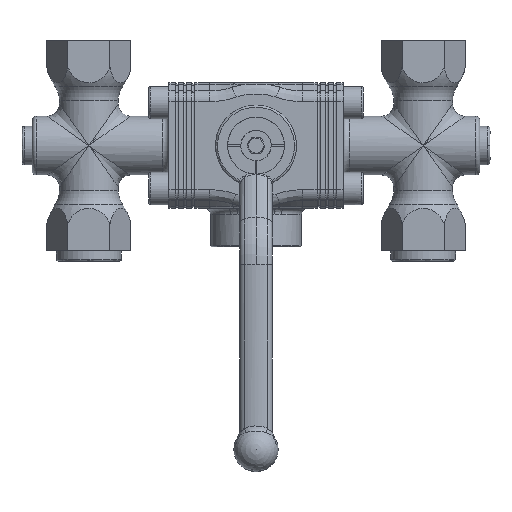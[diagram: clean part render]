
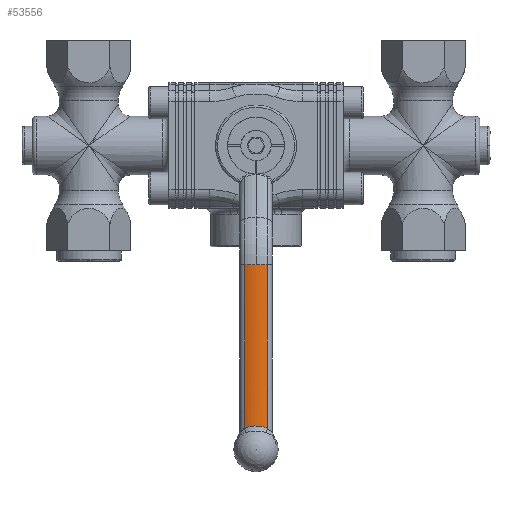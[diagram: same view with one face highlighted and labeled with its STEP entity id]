
A CAD part, front view. The second image highlights one B-rep face of the part: STEP entity #53556.
In plain terms, the highlighted cylindrical face has radius 15 mm (diameter 30 mm), a partial arc.
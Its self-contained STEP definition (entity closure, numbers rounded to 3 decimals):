
#53446=CARTESIAN_POINT('',(0.,-66.623,-57.925));
#53447=DIRECTION('',(0.,0.,-1.));
#53448=DIRECTION('',(0.,1.,0.));
#53449=AXIS2_PLACEMENT_3D('',#53446,#53447,#53448);
#53450=CYLINDRICAL_SURFACE('',#53449,15.);
#53451=CARTESIAN_POINT('',(-5.622,-80.529,-57.925));
#53452=VERTEX_POINT('',#53451);
#53453=CARTESIAN_POINT('',(-5.622,-80.529,-138.769));
#53454=VERTEX_POINT('',#53453);
#53455=CARTESIAN_POINT('',(-5.622,-80.529,-57.925));
#53456=DIRECTION('',(0.,0.,-1.));
#53457=VECTOR('',#53456,80.844);
#53458=LINE('',#53455,#53457);
#53459=EDGE_CURVE('NONE',#53452,#53454,#53458,.T.);
#53460=ORIENTED_EDGE('',*,*,#53459,.T.);
#53461=CARTESIAN_POINT('',(5.622,-80.529,-138.769));
#53462=VERTEX_POINT('',#53461);
#53463=CARTESIAN_POINT('',(-5.622,-80.529,-138.769));
#53464=CARTESIAN_POINT('',(-4.774,-80.872,-138.366));
#53465=CARTESIAN_POINT('',(-3.877,-81.145,-138.067));
#53466=CARTESIAN_POINT('',(-2.928,-81.334,-137.863));
#53467=CARTESIAN_POINT('',(-2.454,-81.429,-137.76));
#53468=CARTESIAN_POINT('',(-1.963,-81.502,-137.682));
#53469=CARTESIAN_POINT('',(-1.472,-81.55,-137.631));
#53470=CARTESIAN_POINT('',(-0.981,-81.599,-137.58));
#53471=CARTESIAN_POINT('',(-0.49,-81.623,-137.555));
#53472=CARTESIAN_POINT('',(0.002,-81.623,-137.555));
#53473=CARTESIAN_POINT('',(0.494,-81.623,-137.555));
#53474=CARTESIAN_POINT('',(0.986,-81.599,-137.58));
#53475=CARTESIAN_POINT('',(1.478,-81.55,-137.632));
#53476=CARTESIAN_POINT('',(1.724,-81.525,-137.658));
#53477=CARTESIAN_POINT('',(1.971,-81.495,-137.69));
#53478=CARTESIAN_POINT('',(2.214,-81.459,-137.729));
#53479=CARTESIAN_POINT('',(2.457,-81.422,-137.768));
#53480=CARTESIAN_POINT('',(2.696,-81.381,-137.812));
#53481=CARTESIAN_POINT('',(2.933,-81.333,-137.863));
#53482=CARTESIAN_POINT('',(3.878,-81.145,-138.067));
#53483=CARTESIAN_POINT('',(4.774,-80.872,-138.366));
#53484=CARTESIAN_POINT('',(5.622,-80.529,-138.769));
#53485=B_SPLINE_CURVE_WITH_KNOTS('',3,(#53463,#53464,#53465,#53466,#53467,#53468,#53469,#53470,#53471,#53472,#53473,#53474,#53475,#53476,#53477,#53478,#53479,#53480,#53481,#53482,#53483,#53484),.UNSPECIFIED.,.F.,.F.,(4,3,3,3,3,3,3,4),(0.,0.003,0.004,0.006,0.007,0.008,0.009,0.012),.UNSPECIFIED.);
#53486=EDGE_CURVE('NONE',#53454,#53462,#53485,.T.);
#53487=ORIENTED_EDGE('',*,*,#53486,.T.);
#53488=CARTESIAN_POINT('',(5.622,-80.529,-57.925));
#53489=VERTEX_POINT('',#53488);
#53490=CARTESIAN_POINT('',(5.622,-80.529,-138.769));
#53491=DIRECTION('',(-0.,-0.,1.));
#53492=VECTOR('',#53491,80.844);
#53493=LINE('',#53490,#53492);
#53494=EDGE_CURVE('NONE',#53462,#53489,#53493,.T.);
#53495=ORIENTED_EDGE('',*,*,#53494,.T.);
#53496=CARTESIAN_POINT('',(0.,-81.623,-57.925));
#53497=VERTEX_POINT('',#53496);
#53498=CARTESIAN_POINT('',(5.622,-80.529,-57.925));
#53499=CARTESIAN_POINT('',(5.177,-80.709,-57.925));
#53500=CARTESIAN_POINT('',(4.723,-80.868,-57.925));
#53501=CARTESIAN_POINT('',(4.263,-81.004,-57.925));
#53502=CARTESIAN_POINT('',(3.802,-81.141,-57.925));
#53503=CARTESIAN_POINT('',(3.335,-81.255,-57.925));
#53504=CARTESIAN_POINT('',(2.864,-81.347,-57.925));
#53505=CARTESIAN_POINT('',(2.392,-81.439,-57.925));
#53506=CARTESIAN_POINT('',(1.917,-81.508,-57.925));
#53507=CARTESIAN_POINT('',(1.439,-81.554,-57.925));
#53508=CARTESIAN_POINT('',(0.961,-81.6,-57.925));
#53509=CARTESIAN_POINT('',(0.48,-81.623,-57.925));
#53510=CARTESIAN_POINT('',(0.,-81.623,-57.925));
#53511=CARTESIAN_POINT('',(-0.48,-81.623,-57.925));
#53512=CARTESIAN_POINT('',(-0.961,-81.6,-57.925));
#53513=CARTESIAN_POINT('',(-1.439,-81.554,-57.925));
#53514=CARTESIAN_POINT('',(-1.917,-81.508,-57.925));
#53515=CARTESIAN_POINT('',(-2.392,-81.439,-57.925));
#53516=CARTESIAN_POINT('',(-2.864,-81.347,-57.925));
#53517=CARTESIAN_POINT('',(-3.335,-81.255,-57.925));
#53518=CARTESIAN_POINT('',(-3.802,-81.141,-57.925));
#53519=CARTESIAN_POINT('',(-4.263,-81.004,-57.925));
#53520=CARTESIAN_POINT('',(-4.723,-80.868,-57.925));
#53521=CARTESIAN_POINT('',(-5.177,-80.709,-57.925));
#53522=CARTESIAN_POINT('',(-5.622,-80.529,-57.925));
#53523=B_SPLINE_CURVE_WITH_KNOTS('',3,(#53498,#53499,#53500,#53501,#53502,#53503,#53504,#53505,#53506,#53507,#53508,#53509,#53510,#53511,#53512,#53513,#53514,#53515,#53516,#53517,#53518,#53519,#53520,#53521,#53522),.UNSPECIFIED.,.F.,.F.,(4,3,3,3,3,3,3,3,4),(67.986,73.49,78.993,84.497,90.,95.503,101.007,106.51,112.014),.UNSPECIFIED.);
#53524=EDGE_CURVE('NONE',#53489,#53497,#53523,.T.);
#53525=ORIENTED_EDGE('',*,*,#53524,.T.);
#53526=CARTESIAN_POINT('',(5.622,-80.529,-57.925));
#53527=CARTESIAN_POINT('',(5.177,-80.709,-57.925));
#53528=CARTESIAN_POINT('',(4.723,-80.868,-57.925));
#53529=CARTESIAN_POINT('',(4.263,-81.004,-57.925));
#53530=CARTESIAN_POINT('',(3.802,-81.141,-57.925));
#53531=CARTESIAN_POINT('',(3.335,-81.255,-57.925));
#53532=CARTESIAN_POINT('',(2.864,-81.347,-57.925));
#53533=CARTESIAN_POINT('',(2.392,-81.439,-57.925));
#53534=CARTESIAN_POINT('',(1.917,-81.508,-57.925));
#53535=CARTESIAN_POINT('',(1.439,-81.554,-57.925));
#53536=CARTESIAN_POINT('',(0.961,-81.6,-57.925));
#53537=CARTESIAN_POINT('',(0.48,-81.623,-57.925));
#53538=CARTESIAN_POINT('',(0.,-81.623,-57.925));
#53539=CARTESIAN_POINT('',(-0.48,-81.623,-57.925));
#53540=CARTESIAN_POINT('',(-0.961,-81.6,-57.925));
#53541=CARTESIAN_POINT('',(-1.439,-81.554,-57.925));
#53542=CARTESIAN_POINT('',(-1.917,-81.508,-57.925));
#53543=CARTESIAN_POINT('',(-2.392,-81.439,-57.925));
#53544=CARTESIAN_POINT('',(-2.864,-81.347,-57.925));
#53545=CARTESIAN_POINT('',(-3.335,-81.255,-57.925));
#53546=CARTESIAN_POINT('',(-3.802,-81.141,-57.925));
#53547=CARTESIAN_POINT('',(-4.263,-81.004,-57.925));
#53548=CARTESIAN_POINT('',(-4.723,-80.868,-57.925));
#53549=CARTESIAN_POINT('',(-5.177,-80.709,-57.925));
#53550=CARTESIAN_POINT('',(-5.622,-80.529,-57.925));
#53551=B_SPLINE_CURVE_WITH_KNOTS('',3,(#53526,#53527,#53528,#53529,#53530,#53531,#53532,#53533,#53534,#53535,#53536,#53537,#53538,#53539,#53540,#53541,#53542,#53543,#53544,#53545,#53546,#53547,#53548,#53549,#53550),.UNSPECIFIED.,.F.,.F.,(4,3,3,3,3,3,3,3,4),(67.986,73.49,78.993,84.497,90.,95.503,101.007,106.51,112.014),.UNSPECIFIED.);
#53552=EDGE_CURVE('NONE',#53497,#53452,#53551,.T.);
#53553=ORIENTED_EDGE('',*,*,#53552,.T.);
#53554=EDGE_LOOP('',(#53460,#53487,#53495,#53525,#53553));
#53555=FACE_BOUND('',#53554,.T.);
#53556=ADVANCED_FACE('NONE',(#53555),#53450,.T.);
